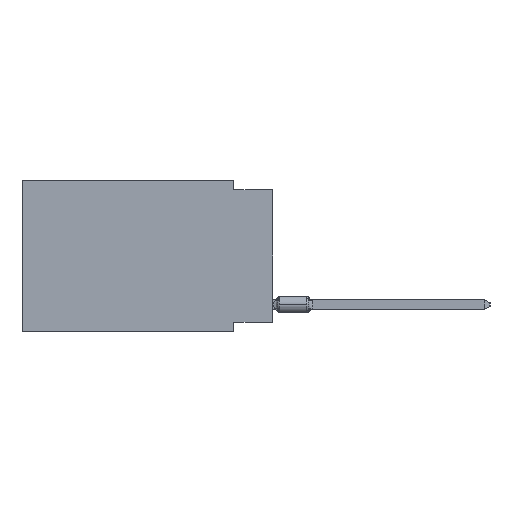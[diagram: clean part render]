
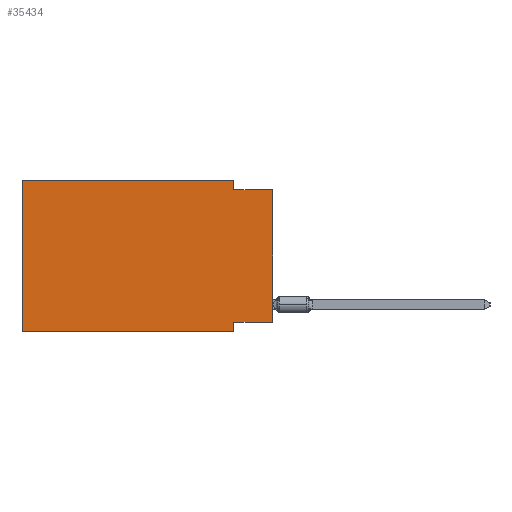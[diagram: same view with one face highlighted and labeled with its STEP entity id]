
A CAD part, left-side view. The second image highlights one B-rep face of the part: STEP entity #35434.
In plain terms, the highlighted planar face has unit normal (-1, 0, 0).
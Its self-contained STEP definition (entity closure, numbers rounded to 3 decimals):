
#476 = DIRECTION ( 'NONE',  ( 0., 0., -1. ) ) ;
#1399 = CARTESIAN_POINT ( 'NONE',  ( 0., 16.383, 0. ) ) ;
#1479 = LINE ( 'NONE', #30370, #31377 ) ;
#2127 = AXIS2_PLACEMENT_3D ( 'NONE', #5292, #44458, #476 ) ;
#2910 = ORIENTED_EDGE ( 'NONE', *, *, #15813, .F. ) ;
#4300 = LINE ( 'NONE', #23877, #28923 ) ;
#4385 = ORIENTED_EDGE ( 'NONE', *, *, #6055, .F. ) ;
#5292 = CARTESIAN_POINT ( 'NONE',  ( 0., 16.383, 0. ) ) ;
#5629 = DIRECTION ( 'NONE',  ( 0., 1., 0. ) ) ;
#6055 = EDGE_CURVE ( 'NONE', #35364, #48615, #20341, .T. ) ;
#6270 = VERTEX_POINT ( 'NONE', #17734 ) ;
#7486 = CARTESIAN_POINT ( 'NONE',  ( 0., 0., -0.635 ) ) ;
#8477 = DIRECTION ( 'NONE',  ( 0., 0., -1. ) ) ;
#11378 = EDGE_CURVE ( 'NONE', #60133, #48337, #35588, .T. ) ;
#12138 = EDGE_CURVE ( 'NONE', #48615, #29974, #1479, .T. ) ;
#12289 = ORIENTED_EDGE ( 'NONE', *, *, #54097, .F. ) ;
#13618 = EDGE_LOOP ( 'NONE', ( #44051, #2910, #24155, #4385, #33969, #19848, #18655, #12289 ) ) ;
#13985 = VECTOR ( 'NONE', #5629, 1000. ) ;
#14723 = DIRECTION ( 'NONE',  ( 0., 0., 1. ) ) ;
#15813 = EDGE_CURVE ( 'NONE', #29974, #48337, #30453, .T. ) ;
#16894 = VECTOR ( 'NONE', #35585, 1000. ) ;
#17734 = CARTESIAN_POINT ( 'NONE',  ( 0., 2.54, -9.906 ) ) ;
#18655 = ORIENTED_EDGE ( 'NONE', *, *, #37511, .F. ) ;
#19606 = EDGE_CURVE ( 'NONE', #42151, #35364, #37543, .T. ) ;
#19848 = ORIENTED_EDGE ( 'NONE', *, *, #62426, .T. ) ;
#20341 = LINE ( 'NONE', #49227, #56425 ) ;
#23249 = VECTOR ( 'NONE', #57080, 1000. ) ;
#23877 = CARTESIAN_POINT ( 'NONE',  ( 0., 2.54, -9.906 ) ) ;
#24155 = ORIENTED_EDGE ( 'NONE', *, *, #12138, .F. ) ;
#24206 = DIRECTION ( 'NONE',  ( 0., -1., 0. ) ) ;
#24862 = FACE_OUTER_BOUND ( 'NONE', #13618, .T. ) ;
#24875 = LINE ( 'NONE', #44470, #13985 ) ;
#28923 = VECTOR ( 'NONE', #8477, 1000. ) ;
#29974 = VERTEX_POINT ( 'NONE', #54070 ) ;
#30370 = CARTESIAN_POINT ( 'NONE',  ( 0., 2.54, 0. ) ) ;
#30453 = LINE ( 'NONE', #59952, #16894 ) ;
#30599 = LINE ( 'NONE', #41183, #51564 ) ;
#31377 = VECTOR ( 'NONE', #34863, 1000. ) ;
#32224 = CARTESIAN_POINT ( 'NONE',  ( 0., 16.383, -9.906 ) ) ;
#33969 = ORIENTED_EDGE ( 'NONE', *, *, #19606, .F. ) ;
#34863 = DIRECTION ( 'NONE',  ( 0., 0., -1. ) ) ;
#35364 = VERTEX_POINT ( 'NONE', #54050 ) ;
#35434 = ADVANCED_FACE ( 'NONE', ( #24862 ), #49247, .F. ) ;
#35585 = DIRECTION ( 'NONE',  ( 0., -1., 0. ) ) ;
#35588 = LINE ( 'NONE', #39785, #53822 ) ;
#37511 = EDGE_CURVE ( 'NONE', #59713, #6270, #4300, .T. ) ;
#37543 = LINE ( 'NONE', #1399, #23249 ) ;
#39785 = CARTESIAN_POINT ( 'NONE',  ( 0., 0., 0. ) ) ;
#41183 = CARTESIAN_POINT ( 'NONE',  ( 0., 16.383, -9.906 ) ) ;
#42151 = VERTEX_POINT ( 'NONE', #32224 ) ;
#44051 = ORIENTED_EDGE ( 'NONE', *, *, #11378, .T. ) ;
#44458 = DIRECTION ( 'NONE',  ( 1., 0., 0. ) ) ;
#44470 = CARTESIAN_POINT ( 'NONE',  ( 0., 0., -9.271 ) ) ;
#47190 = CARTESIAN_POINT ( 'NONE',  ( 0., 2.54, -9.271 ) ) ;
#48064 = CARTESIAN_POINT ( 'NONE',  ( 0., 0., -9.271 ) ) ;
#48337 = VERTEX_POINT ( 'NONE', #7486 ) ;
#48615 = VERTEX_POINT ( 'NONE', #58469 ) ;
#49227 = CARTESIAN_POINT ( 'NONE',  ( 0., 16.383, 0. ) ) ;
#49247 = PLANE ( 'NONE',  #2127 ) ;
#51564 = VECTOR ( 'NONE', #51953, 1000. ) ;
#51953 = DIRECTION ( 'NONE',  ( 0., -1., 0. ) ) ;
#53822 = VECTOR ( 'NONE', #14723, 1000. ) ;
#54050 = CARTESIAN_POINT ( 'NONE',  ( 0., 16.383, 0. ) ) ;
#54070 = CARTESIAN_POINT ( 'NONE',  ( 0., 2.54, -0.635 ) ) ;
#54097 = EDGE_CURVE ( 'NONE', #60133, #59713, #24875, .T. ) ;
#56425 = VECTOR ( 'NONE', #24206, 1000. ) ;
#57080 = DIRECTION ( 'NONE',  ( 0., 0., 1. ) ) ;
#58469 = CARTESIAN_POINT ( 'NONE',  ( 0., 2.54, 0. ) ) ;
#59713 = VERTEX_POINT ( 'NONE', #47190 ) ;
#59952 = CARTESIAN_POINT ( 'NONE',  ( 0., 0., -0.635 ) ) ;
#60133 = VERTEX_POINT ( 'NONE', #48064 ) ;
#62426 = EDGE_CURVE ( 'NONE', #42151, #6270, #30599, .T. ) ;
